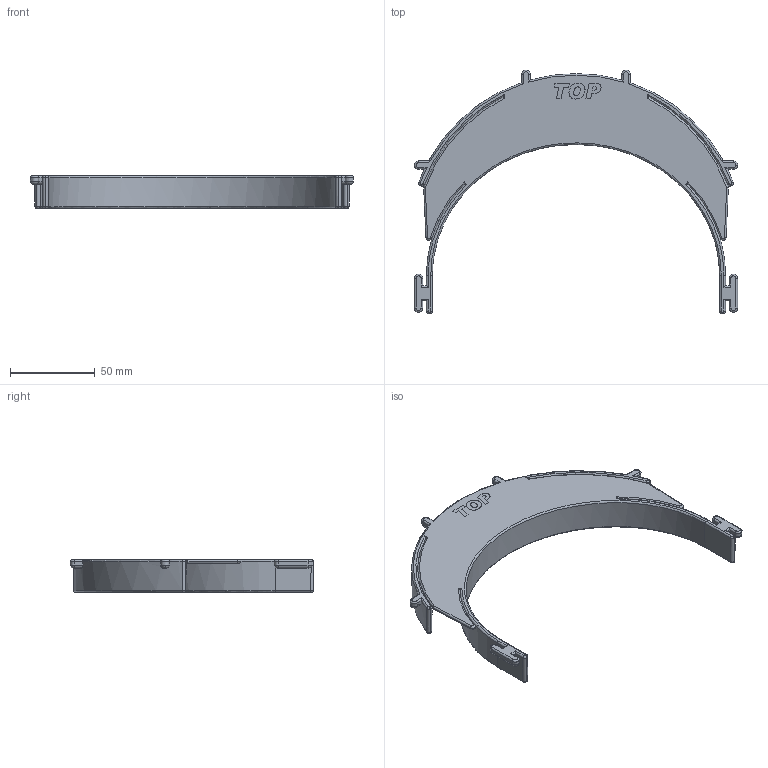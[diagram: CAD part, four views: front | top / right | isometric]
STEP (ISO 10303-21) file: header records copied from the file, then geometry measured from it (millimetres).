
FILE_DESCRIPTION (( 'STEP AP214' ), '1' );
FILE_NAME ('THICK_faceshield_frame_prusa_shield_compatible.STEP', '2020-03-26T18:11:47', ( '' ), ( '' ), 'SwSTEP 2.0', 'SolidWorks 2018', '' );
FILE_SCHEMA (( 'AUTOMOTIVE_DESIGN' ));
Length unit declared in the file: inch
Products named in the file (1): THICK_faceshield_frame_prusa_shield_compatible
Bounding box: 190.95 x 143.89 x 19 mm (x, y, z)
Volume: 50486.9 mm3; surface area: 38507.2 mm2
Topology: 1 solids, 1 shells, 238 faces, 597 edges, 366 vertices
Faces by surface type: cylinder 72, plane 65, bspline 53, torus 35, cone 13
Entity records: 11098 total; most frequent: CARTESIAN_POINT 5897, ORIENTED_EDGE 1194, DIRECTION 938, EDGE_CURVE 597, VERTEX_POINT 366, AXIS2_PLACEMENT_3D 351, EDGE_LOOP 243, FACE_OUTER_BOUND 238
